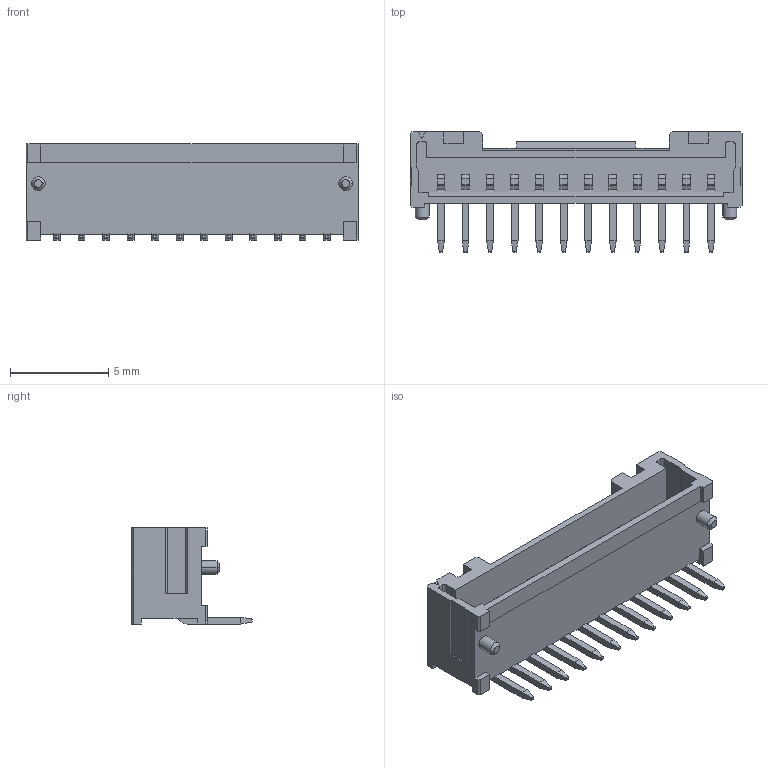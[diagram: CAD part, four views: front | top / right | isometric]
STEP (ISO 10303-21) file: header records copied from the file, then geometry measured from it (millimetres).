
FILE_DESCRIPTION(('STEP AP242'),'1');
FILE_NAME('2200981271.stp','2025-04-25T12:14:27',('TraceParts'),('TraceParts S.A.'),'Spatial InterOp 3D',' ',' ');
FILE_SCHEMA(('AP242_MANAGED_MODEL_BASED_3D_ENGINEERING_MIM_LF {1 0 10303 442 1 1 4}'));
Length unit declared in the file: millimetre
Products named in the file (1): 2200981271
Bounding box: 16.9 x 6.15 x 4.89 mm (x, y, z)
Volume: 156.3 mm3; surface area: 532.8 mm2
Topology: 1 solids, 1 shells, 434 faces, 1245 edges, 828 vertices
Faces by surface type: plane 350, cylinder 80, cone 4
Entity records: 17533 total; most frequent: CARTESIAN_POINT 2508, ORIENTED_EDGE 2490, DIRECTION 2279, EDGE_CURVE 1245, LINE 1081, VECTOR 1081, VERTEX_POINT 828, AXIS2_PLACEMENT_3D 599
